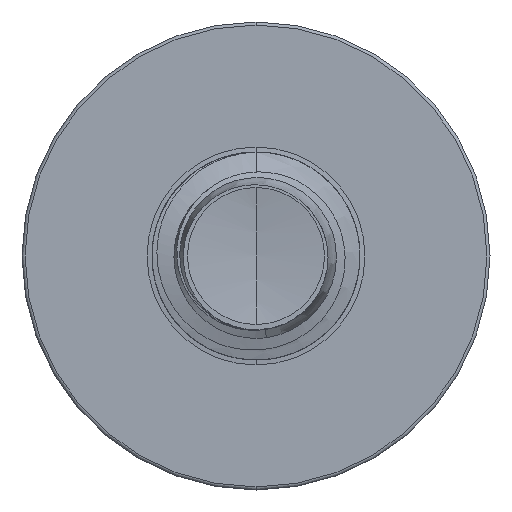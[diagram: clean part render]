
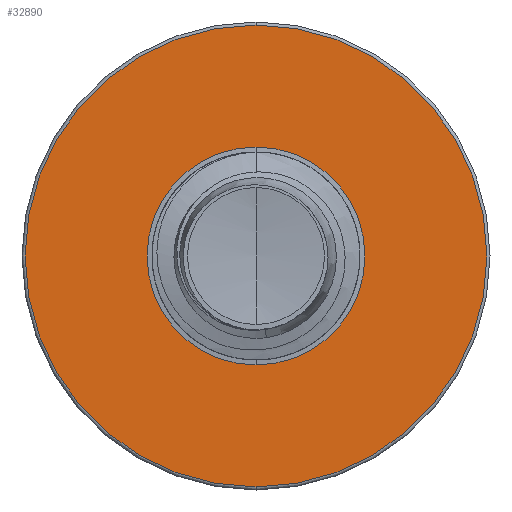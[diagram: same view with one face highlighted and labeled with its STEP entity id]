
A CAD part, front view. The second image highlights one B-rep face of the part: STEP entity #32890.
In plain terms, the highlighted planar face has unit normal (0, -1, 0).
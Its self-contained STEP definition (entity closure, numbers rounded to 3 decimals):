
#373 = AXIS2_PLACEMENT_3D ( 'NONE', #35731, #19464, #451 ) ;
#451 = DIRECTION ( 'NONE',  ( 0., 0., 1. ) ) ;
#736 = CIRCLE ( 'NONE', #11218, 4.192 ) ;
#2296 = DIRECTION ( 'NONE',  ( 0., 1., 0. ) ) ;
#3798 = CARTESIAN_POINT ( 'NONE',  ( 0., 32.5, 4.192 ) ) ;
#5918 = CARTESIAN_POINT ( 'NONE',  ( 0., 32.5, 0. ) ) ;
#6590 = DIRECTION ( 'NONE',  ( 0., 0., 1. ) ) ;
#7346 = DIRECTION ( 'NONE',  ( 0., 1., 0. ) ) ;
#7548 = DIRECTION ( 'NONE',  ( 0., 0., 1. ) ) ;
#8324 = EDGE_CURVE ( 'NONE', #34722, #32680, #37484, .T. ) ;
#9269 = FACE_OUTER_BOUND ( 'NONE', #36393, .T. ) ;
#9379 = CIRCLE ( 'NONE', #20938, 4.192 ) ;
#9939 = ORIENTED_EDGE ( 'NONE', *, *, #13306, .F. ) ;
#10430 = EDGE_CURVE ( 'NONE', #12547, #27131, #736, .T. ) ;
#10631 = EDGE_CURVE ( 'NONE', #27131, #12547, #9379, .T. ) ;
#11218 = AXIS2_PLACEMENT_3D ( 'NONE', #5918, #2296, #7548 ) ;
#11433 = AXIS2_PLACEMENT_3D ( 'NONE', #21178, #22398, #6590 ) ;
#11813 = ORIENTED_EDGE ( 'NONE', *, *, #10631, .T. ) ;
#12547 = VERTEX_POINT ( 'NONE', #3798 ) ;
#13306 = EDGE_CURVE ( 'NONE', #32680, #34722, #23850, .T. ) ;
#15785 = CARTESIAN_POINT ( 'NONE',  ( 0., 32.5, 8.88 ) ) ;
#18236 = DIRECTION ( 'NONE',  ( 0., 0., 1. ) ) ;
#18361 = DIRECTION ( 'NONE',  ( 0., 1., 0. ) ) ;
#18399 = CARTESIAN_POINT ( 'NONE',  ( 0., 32.5, 0. ) ) ;
#18871 = ORIENTED_EDGE ( 'NONE', *, *, #10430, .T. ) ;
#18985 = PLANE ( 'NONE',  #20060 ) ;
#19376 = ORIENTED_EDGE ( 'NONE', *, *, #8324, .F. ) ;
#19464 = DIRECTION ( 'NONE',  ( 0., 1., 0. ) ) ;
#20060 = AXIS2_PLACEMENT_3D ( 'NONE', #24770, #7346, #27476 ) ;
#20938 = AXIS2_PLACEMENT_3D ( 'NONE', #18399, #18361, #18236 ) ;
#21178 = CARTESIAN_POINT ( 'NONE',  ( 0., 32.5, 0. ) ) ;
#22398 = DIRECTION ( 'NONE',  ( 0., 1., 0. ) ) ;
#23850 = CIRCLE ( 'NONE', #373, 8.88 ) ;
#24770 = CARTESIAN_POINT ( 'NONE',  ( 0., 32.5, -4.192 ) ) ;
#27131 = VERTEX_POINT ( 'NONE', #32548 ) ;
#27338 = CARTESIAN_POINT ( 'NONE',  ( 0., 32.5, -8.88 ) ) ;
#27476 = DIRECTION ( 'NONE',  ( 0., 0., 1. ) ) ;
#28024 = EDGE_LOOP ( 'NONE', ( #18871, #11813 ) ) ;
#32548 = CARTESIAN_POINT ( 'NONE',  ( 0., 32.5, -4.192 ) ) ;
#32680 = VERTEX_POINT ( 'NONE', #15785 ) ;
#32890 = ADVANCED_FACE ( 'NONE', ( #9269, #38292 ), #18985, .F. ) ;
#34722 = VERTEX_POINT ( 'NONE', #27338 ) ;
#35731 = CARTESIAN_POINT ( 'NONE',  ( 0., 32.5, 0. ) ) ;
#36393 = EDGE_LOOP ( 'NONE', ( #9939, #19376 ) ) ;
#37484 = CIRCLE ( 'NONE', #11433, 8.88 ) ;
#38292 = FACE_BOUND ( 'NONE', #28024, .T. ) ;
